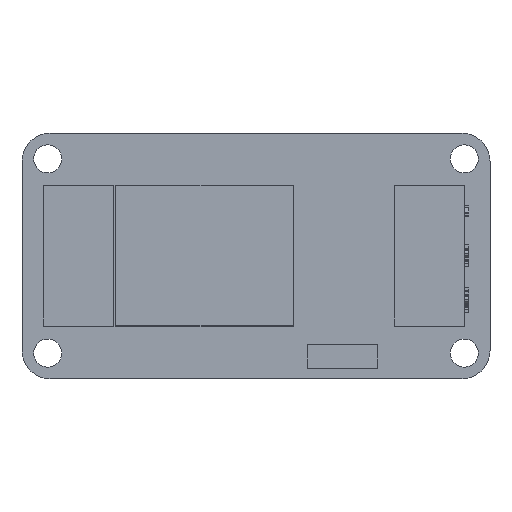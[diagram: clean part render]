
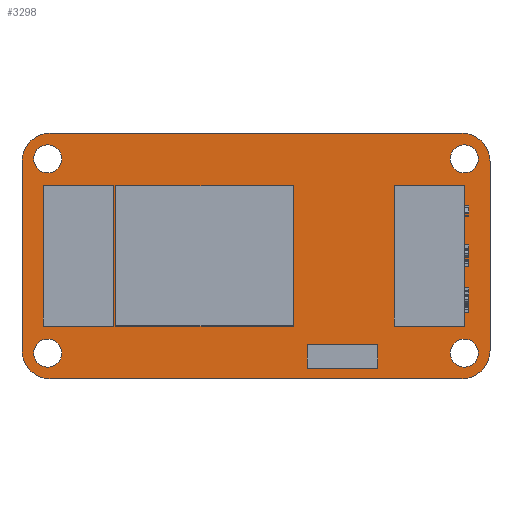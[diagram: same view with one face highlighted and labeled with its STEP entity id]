
A CAD part, top view. The second image highlights one B-rep face of the part: STEP entity #3298.
In plain terms, the highlighted planar face has unit normal (0, 0, 1).
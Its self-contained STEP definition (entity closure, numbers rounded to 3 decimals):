
#15=CIRCLE('',#3405,3.);
#24=CIRCLE('',#3417,3.);
#25=CIRCLE('',#3420,3.);
#26=CIRCLE('',#3422,3.);
#27=CIRCLE('',#3424,1.5);
#28=CIRCLE('',#3426,1.5);
#29=CIRCLE('',#3428,1.5);
#30=CIRCLE('',#3430,1.5);
#56=FACE_BOUND('',#651,.T.);
#57=FACE_BOUND('',#652,.T.);
#58=FACE_BOUND('',#653,.T.);
#59=FACE_BOUND('',#654,.T.);
#60=FACE_BOUND('',#655,.T.);
#61=FACE_BOUND('',#656,.T.);
#62=FACE_BOUND('',#657,.T.);
#63=FACE_BOUND('',#658,.T.);
#456=FACE_OUTER_BOUND('',#650,.T.);
#650=EDGE_LOOP('',(#2997,#2998,#2999,#3000,#3001,#3002,#3003,#3004));
#651=EDGE_LOOP('',(#3005,#3006,#3007,#3008));
#652=EDGE_LOOP('',(#3009,#3010,#3011,#3012));
#653=EDGE_LOOP('',(#3013,#3014,#3015,#3016));
#654=EDGE_LOOP('',(#3017,#3018,#3019,#3020));
#655=EDGE_LOOP('',(#3021));
#656=EDGE_LOOP('',(#3022));
#657=EDGE_LOOP('',(#3023));
#658=EDGE_LOOP('',(#3024));
#693=LINE('',#4401,#1007);
#909=LINE('',#6021,#1223);
#913=LINE('',#6029,#1227);
#916=LINE('',#6035,#1230);
#919=LINE('',#6040,#1233);
#921=LINE('',#6046,#1235);
#925=LINE('',#6054,#1239);
#928=LINE('',#6060,#1242);
#931=LINE('',#6065,#1245);
#933=LINE('',#6070,#1247);
#936=LINE('',#6076,#1250);
#939=LINE('',#6081,#1253);
#941=LINE('',#6088,#1255);
#945=LINE('',#6096,#1259);
#948=LINE('',#6102,#1262);
#951=LINE('',#6107,#1265);
#957=LINE('',#6124,#1271);
#963=LINE('',#6153,#1277);
#971=LINE('',#6180,#1285);
#972=LINE('',#6182,#1286);
#1007=VECTOR('',#3486,10.);
#1223=VECTOR('',#3830,10.);
#1227=VECTOR('',#3836,10.);
#1230=VECTOR('',#3841,10.);
#1233=VECTOR('',#3846,10.);
#1235=VECTOR('',#3852,10.);
#1239=VECTOR('',#3858,10.);
#1242=VECTOR('',#3863,10.);
#1245=VECTOR('',#3868,10.);
#1247=VECTOR('',#3874,10.);
#1250=VECTOR('',#3879,10.);
#1253=VECTOR('',#3884,10.);
#1255=VECTOR('',#3892,10.);
#1259=VECTOR('',#3898,10.);
#1262=VECTOR('',#3903,10.);
#1265=VECTOR('',#3908,10.);
#1271=VECTOR('',#3924,10.);
#1277=VECTOR('',#3952,10.);
#1285=VECTOR('',#3986,10.);
#1286=VECTOR('',#3989,10.);
#1331=VERTEX_POINT('',#4399);
#1332=VERTEX_POINT('',#4400);
#1551=VERTEX_POINT('',#6019);
#1552=VERTEX_POINT('',#6020);
#1555=VERTEX_POINT('',#6028);
#1557=VERTEX_POINT('',#6034);
#1559=VERTEX_POINT('',#6044);
#1560=VERTEX_POINT('',#6045);
#1563=VERTEX_POINT('',#6053);
#1565=VERTEX_POINT('',#6059);
#1567=VERTEX_POINT('',#6069);
#1569=VERTEX_POINT('',#6075);
#1571=VERTEX_POINT('',#6086);
#1572=VERTEX_POINT('',#6087);
#1575=VERTEX_POINT('',#6095);
#1577=VERTEX_POINT('',#6101);
#1579=VERTEX_POINT('',#6111);
#1580=VERTEX_POINT('',#6112);
#1584=VERTEX_POINT('',#6122);
#1594=VERTEX_POINT('',#6146);
#1595=VERTEX_POINT('',#6147);
#1596=VERTEX_POINT('',#6152);
#1597=VERTEX_POINT('',#6156);
#1598=VERTEX_POINT('',#6160);
#1599=VERTEX_POINT('',#6164);
#1600=VERTEX_POINT('',#6168);
#1601=VERTEX_POINT('',#6172);
#1602=VERTEX_POINT('',#6176);
#1669=EDGE_CURVE('',#1331,#1332,#693,.T.);
#1997=EDGE_CURVE('',#1551,#1552,#909,.T.);
#2001=EDGE_CURVE('',#1552,#1555,#913,.T.);
#2004=EDGE_CURVE('',#1555,#1557,#916,.T.);
#2007=EDGE_CURVE('',#1557,#1551,#919,.T.);
#2009=EDGE_CURVE('',#1559,#1560,#921,.T.);
#2013=EDGE_CURVE('',#1560,#1563,#925,.T.);
#2016=EDGE_CURVE('',#1563,#1565,#928,.T.);
#2019=EDGE_CURVE('',#1565,#1559,#931,.T.);
#2021=EDGE_CURVE('',#1332,#1567,#933,.T.);
#2024=EDGE_CURVE('',#1567,#1569,#936,.T.);
#2027=EDGE_CURVE('',#1569,#1331,#939,.T.);
#2029=EDGE_CURVE('',#1571,#1572,#941,.T.);
#2033=EDGE_CURVE('',#1572,#1575,#945,.T.);
#2036=EDGE_CURVE('',#1575,#1577,#948,.T.);
#2039=EDGE_CURVE('',#1577,#1571,#951,.T.);
#2041=EDGE_CURVE('',#1579,#1580,#15,.T.);
#2047=EDGE_CURVE('',#1579,#1584,#957,.T.);
#2058=EDGE_CURVE('',#1594,#1595,#24,.T.);
#2061=EDGE_CURVE('',#1596,#1595,#963,.T.);
#2063=EDGE_CURVE('',#1596,#1597,#25,.T.);
#2065=EDGE_CURVE('',#1598,#1584,#26,.T.);
#2067=EDGE_CURVE('',#1599,#1599,#27,.T.);
#2069=EDGE_CURVE('',#1600,#1600,#28,.T.);
#2071=EDGE_CURVE('',#1601,#1601,#29,.T.);
#2073=EDGE_CURVE('',#1602,#1602,#30,.T.);
#2075=EDGE_CURVE('',#1594,#1580,#971,.T.);
#2076=EDGE_CURVE('',#1598,#1597,#972,.T.);
#2997=ORIENTED_EDGE('',*,*,#2041,.F.);
#2998=ORIENTED_EDGE('',*,*,#2047,.T.);
#2999=ORIENTED_EDGE('',*,*,#2065,.F.);
#3000=ORIENTED_EDGE('',*,*,#2076,.T.);
#3001=ORIENTED_EDGE('',*,*,#2063,.F.);
#3002=ORIENTED_EDGE('',*,*,#2061,.T.);
#3003=ORIENTED_EDGE('',*,*,#2058,.F.);
#3004=ORIENTED_EDGE('',*,*,#2075,.T.);
#3005=ORIENTED_EDGE('',*,*,#1997,.T.);
#3006=ORIENTED_EDGE('',*,*,#2001,.T.);
#3007=ORIENTED_EDGE('',*,*,#2004,.T.);
#3008=ORIENTED_EDGE('',*,*,#2007,.T.);
#3009=ORIENTED_EDGE('',*,*,#2009,.T.);
#3010=ORIENTED_EDGE('',*,*,#2013,.T.);
#3011=ORIENTED_EDGE('',*,*,#2016,.T.);
#3012=ORIENTED_EDGE('',*,*,#2019,.T.);
#3013=ORIENTED_EDGE('',*,*,#2021,.T.);
#3014=ORIENTED_EDGE('',*,*,#2024,.T.);
#3015=ORIENTED_EDGE('',*,*,#2027,.T.);
#3016=ORIENTED_EDGE('',*,*,#1669,.T.);
#3017=ORIENTED_EDGE('',*,*,#2029,.T.);
#3018=ORIENTED_EDGE('',*,*,#2033,.T.);
#3019=ORIENTED_EDGE('',*,*,#2036,.T.);
#3020=ORIENTED_EDGE('',*,*,#2039,.T.);
#3021=ORIENTED_EDGE('',*,*,#2073,.T.);
#3022=ORIENTED_EDGE('',*,*,#2071,.T.);
#3023=ORIENTED_EDGE('',*,*,#2069,.T.);
#3024=ORIENTED_EDGE('',*,*,#2067,.T.);
#3121=PLANE('',#3433);
#3298=ADVANCED_FACE('',(#456,#56,#57,#58,#59,#60,#61,#62,#63),#3121,.T.);
#3405=AXIS2_PLACEMENT_3D('',#6113,#3914,#3915);
#3417=AXIS2_PLACEMENT_3D('',#6148,#3946,#3947);
#3420=AXIS2_PLACEMENT_3D('',#6157,#3956,#3957);
#3422=AXIS2_PLACEMENT_3D('',#6161,#3961,#3962);
#3424=AXIS2_PLACEMENT_3D('',#6165,#3966,#3967);
#3426=AXIS2_PLACEMENT_3D('',#6169,#3971,#3972);
#3428=AXIS2_PLACEMENT_3D('',#6173,#3976,#3977);
#3430=AXIS2_PLACEMENT_3D('',#6177,#3981,#3982);
#3433=AXIS2_PLACEMENT_3D('',#6183,#3990,#3991);
#3486=DIRECTION('',(0.,-1.,0.));
#3830=DIRECTION('',(0.,1.,0.));
#3836=DIRECTION('',(1.,0.,0.));
#3841=DIRECTION('',(0.,-1.,0.));
#3846=DIRECTION('',(-1.,0.,0.));
#3852=DIRECTION('',(-1.,0.,0.));
#3858=DIRECTION('',(0.,1.,0.));
#3863=DIRECTION('',(1.,0.,0.));
#3868=DIRECTION('',(0.,-1.,0.));
#3874=DIRECTION('',(-1.,0.,0.));
#3879=DIRECTION('',(0.,1.,0.));
#3884=DIRECTION('',(1.,0.,0.));
#3892=DIRECTION('',(0.,-1.,0.));
#3898=DIRECTION('',(-1.,0.,0.));
#3903=DIRECTION('',(0.,1.,0.));
#3908=DIRECTION('',(1.,0.,0.));
#3914=DIRECTION('center_axis',(0.,0.,-1.));
#3915=DIRECTION('ref_axis',(-0.707,-0.707,0.));
#3924=DIRECTION('',(1.,0.,0.));
#3946=DIRECTION('center_axis',(0.,0.,-1.));
#3947=DIRECTION('ref_axis',(-0.707,0.707,0.));
#3952=DIRECTION('',(-1.,0.,0.));
#3956=DIRECTION('center_axis',(0.,0.,-1.));
#3957=DIRECTION('ref_axis',(0.707,0.707,0.));
#3961=DIRECTION('center_axis',(0.,0.,-1.));
#3962=DIRECTION('ref_axis',(0.707,-0.707,0.));
#3966=DIRECTION('center_axis',(0.,0.,-1.));
#3967=DIRECTION('ref_axis',(1.,0.,0.));
#3971=DIRECTION('center_axis',(0.,0.,-1.));
#3972=DIRECTION('ref_axis',(1.,0.,0.));
#3976=DIRECTION('center_axis',(0.,0.,-1.));
#3977=DIRECTION('ref_axis',(1.,0.,0.));
#3981=DIRECTION('center_axis',(0.,0.,-1.));
#3982=DIRECTION('ref_axis',(1.,0.,0.));
#3986=DIRECTION('',(0.,-1.,0.));
#3989=DIRECTION('',(0.,1.,0.));
#3990=DIRECTION('center_axis',(0.,0.,1.));
#3991=DIRECTION('ref_axis',(1.,0.,0.));
#4399=CARTESIAN_POINT('',(22.25,7.5,1.));
#4400=CARTESIAN_POINT('',(22.25,-7.5,1.));
#4401=CARTESIAN_POINT('',(22.25,-3.75,1.));
#6019=CARTESIAN_POINT('',(-15.,-7.5,1.));
#6020=CARTESIAN_POINT('',(-15.,7.5,1.));
#6021=CARTESIAN_POINT('',(-15.,3.75,1.));
#6028=CARTESIAN_POINT('',(4.,7.5,1.));
#6029=CARTESIAN_POINT('',(2.,7.5,1.));
#6034=CARTESIAN_POINT('',(4.,-7.5,1.));
#6035=CARTESIAN_POINT('',(4.,-3.75,1.));
#6040=CARTESIAN_POINT('',(-7.5,-7.5,1.));
#6044=CARTESIAN_POINT('',(-15.25,-7.5,1.));
#6045=CARTESIAN_POINT('',(-22.75,-7.5,1.));
#6046=CARTESIAN_POINT('',(-11.375,-7.5,1.));
#6053=CARTESIAN_POINT('',(-22.75,7.5,1.));
#6054=CARTESIAN_POINT('',(-22.75,3.75,1.));
#6059=CARTESIAN_POINT('',(-15.25,7.5,1.));
#6060=CARTESIAN_POINT('',(-7.625,7.5,1.));
#6065=CARTESIAN_POINT('',(-15.25,-3.75,1.));
#6069=CARTESIAN_POINT('',(14.75,-7.5,1.));
#6070=CARTESIAN_POINT('',(7.375,-7.5,1.));
#6075=CARTESIAN_POINT('',(14.75,7.5,1.));
#6076=CARTESIAN_POINT('',(14.75,3.75,1.));
#6081=CARTESIAN_POINT('',(11.125,7.5,1.));
#6086=CARTESIAN_POINT('',(13.,-9.5,1.));
#6087=CARTESIAN_POINT('',(13.,-12.,1.));
#6088=CARTESIAN_POINT('',(13.,-6.,1.));
#6095=CARTESIAN_POINT('',(5.5,-12.,1.));
#6096=CARTESIAN_POINT('',(2.75,-12.,1.));
#6101=CARTESIAN_POINT('',(5.5,-9.5,1.));
#6102=CARTESIAN_POINT('',(5.5,-4.75,1.));
#6107=CARTESIAN_POINT('',(6.5,-9.5,1.));
#6111=CARTESIAN_POINT('',(-22.,-13.125,1.));
#6112=CARTESIAN_POINT('',(-25.,-10.125,1.));
#6113=CARTESIAN_POINT('Origin',(-22.,-10.125,1.));
#6122=CARTESIAN_POINT('',(22.,-13.125,1.));
#6124=CARTESIAN_POINT('',(-25.,-13.125,1.));
#6146=CARTESIAN_POINT('',(-25.,10.125,1.));
#6147=CARTESIAN_POINT('',(-22.,13.125,1.));
#6148=CARTESIAN_POINT('Origin',(-22.,10.125,1.));
#6152=CARTESIAN_POINT('',(22.,13.125,1.));
#6153=CARTESIAN_POINT('',(25.,13.125,1.));
#6156=CARTESIAN_POINT('',(25.,10.125,1.));
#6157=CARTESIAN_POINT('Origin',(22.,10.125,1.));
#6160=CARTESIAN_POINT('',(25.,-10.125,1.));
#6161=CARTESIAN_POINT('Origin',(22.,-10.125,1.));
#6164=CARTESIAN_POINT('',(-23.75,-10.375,1.));
#6165=CARTESIAN_POINT('Origin',(-22.25,-10.375,1.));
#6168=CARTESIAN_POINT('',(-23.75,10.375,1.));
#6169=CARTESIAN_POINT('Origin',(-22.25,10.375,1.));
#6172=CARTESIAN_POINT('',(20.75,-10.375,1.));
#6173=CARTESIAN_POINT('Origin',(22.25,-10.375,1.));
#6176=CARTESIAN_POINT('',(20.75,10.375,1.));
#6177=CARTESIAN_POINT('Origin',(22.25,10.375,1.));
#6180=CARTESIAN_POINT('',(-25.,10.375,1.));
#6182=CARTESIAN_POINT('',(25.,-13.125,1.));
#6183=CARTESIAN_POINT('Origin',(0.,0.,1.));
